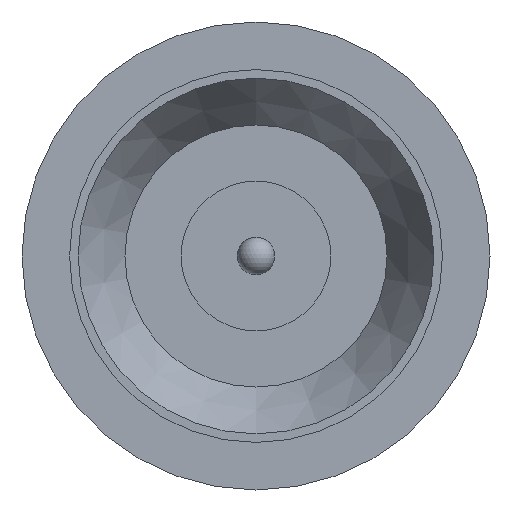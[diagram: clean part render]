
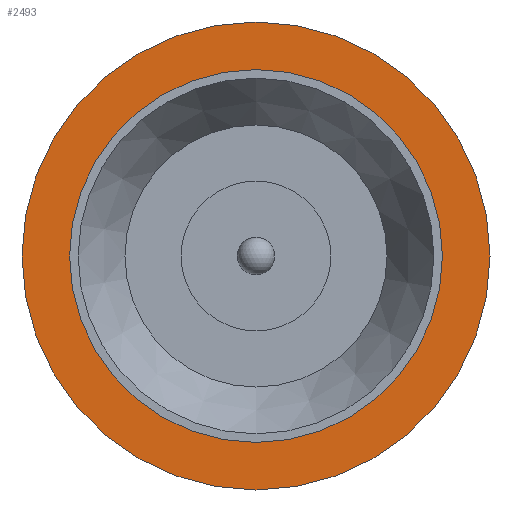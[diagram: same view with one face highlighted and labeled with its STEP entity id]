
A CAD part, left-side view. The second image highlights one B-rep face of the part: STEP entity #2493.
In plain terms, the highlighted planar face has unit normal (-1, 0, 0).
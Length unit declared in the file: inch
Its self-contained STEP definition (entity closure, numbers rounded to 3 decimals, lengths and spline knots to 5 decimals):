
#64 = CARTESIAN_POINT ( 'NONE',  ( -0.046, 0., 0. ) ) ;
#104 = DIRECTION ( 'NONE',  ( -1., 0., 0. ) ) ;
#189 = DIRECTION ( 'NONE',  ( -1., 0., 0. ) ) ;
#503 = EDGE_CURVE ( 'NONE', #2391, #2391, #2112, .T. ) ;
#628 = CARTESIAN_POINT ( 'NONE',  ( -0.046, 0., 0.075 ) ) ;
#652 = AXIS2_PLACEMENT_3D ( 'NONE', #64, #104, #2563 ) ;
#903 = DIRECTION ( 'NONE',  ( 0., 0., 1. ) ) ;
#967 = CARTESIAN_POINT ( 'NONE',  ( -0.046, 0., 0.05475 ) ) ;
#1148 = CARTESIAN_POINT ( 'NONE',  ( -0.046, 0., 0. ) ) ;
#1383 = AXIS2_PLACEMENT_3D ( 'NONE', #1148, #2582, #903 ) ;
#1442 = ORIENTED_EDGE ( 'NONE', *, *, #2167, .T. ) ;
#1595 = FACE_BOUND ( 'NONE', #1816, .T. ) ;
#1806 = DIRECTION ( 'NONE',  ( 0., 0., 1. ) ) ;
#1816 = EDGE_LOOP ( 'NONE', ( #2059 ) ) ;
#1875 = CIRCLE ( 'NONE', #1383, 0.075 ) ;
#1995 = PLANE ( 'NONE',  #2117 ) ;
#2023 = CARTESIAN_POINT ( 'NONE',  ( -0.046, 0.075, 0. ) ) ;
#2059 = ORIENTED_EDGE ( 'NONE', *, *, #503, .F. ) ;
#2112 = CIRCLE ( 'NONE', #652, 0.05475 ) ;
#2117 = AXIS2_PLACEMENT_3D ( 'NONE', #2023, #189, #1806 ) ;
#2167 = EDGE_CURVE ( 'NONE', #2456, #2456, #1875, .T. ) ;
#2245 = FACE_OUTER_BOUND ( 'NONE', #2402, .T. ) ;
#2391 = VERTEX_POINT ( 'NONE', #967 ) ;
#2402 = EDGE_LOOP ( 'NONE', ( #1442 ) ) ;
#2456 = VERTEX_POINT ( 'NONE', #628 ) ;
#2493 = ADVANCED_FACE ( 'NONE', ( #2245, #1595 ), #1995, .T. ) ;
#2563 = DIRECTION ( 'NONE',  ( 0., 0., 1. ) ) ;
#2582 = DIRECTION ( 'NONE',  ( -1., 0., 0. ) ) ;
